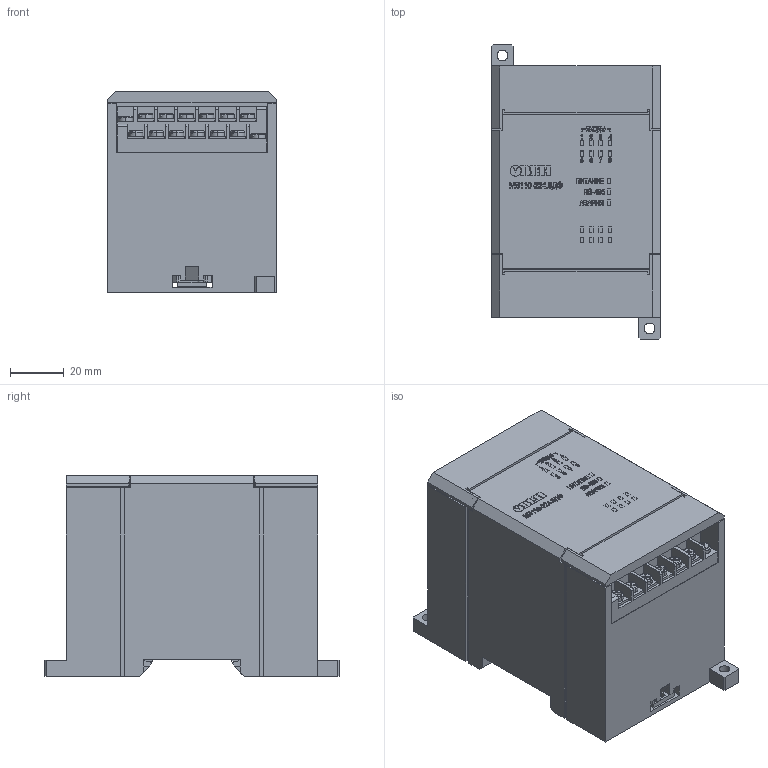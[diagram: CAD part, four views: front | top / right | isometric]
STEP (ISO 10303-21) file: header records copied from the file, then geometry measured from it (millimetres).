
FILE_DESCRIPTION (( 'STEP AP214' ), '1' );
FILE_NAME ('3D 斁麧錪 斨110-224.8齟.STEP', '2017-01-04T09:00:27', ( '' ), ( '' ), 'SwSTEP 2.0', 'SolidWorks 2014', '' );
FILE_SCHEMA (( 'AUTOMOTIVE_DESIGN' ));
Length unit declared in the file: millimetre
Products named in the file (5): Êðûøêà Ìõ110 (Ì01); Ðîçåòêà ÌÕ-12 (Ì01); Çàùåëêà Din (M01); Êîðïóñ ÌÂ110-224.8ÄÔ(Ì01); 3D 斁麧錪 斨110-224.8齟
Assembly tree (7 placements, depth 2):
  3D 斁麧錪 斨110-224.8齟
    Êîðïóñ ÌÂ110-224.8ÄÔ(Ì01)
    Çàùåëêà Din (M01)  x2
    Ðîçåòêà ÌÕ-12 (Ì01)  x2
    Êðûøêà Ìõ110 (Ì01)  x2
Bounding box: 63 x 110 x 75.1 mm (x, y, z)
Volume: 404793.3 mm3; surface area: 63536.1 mm2
Topology: 35 solids, 35 shells, 1990 faces, 5302 edges, 3516 vertices
Faces by surface type: plane 1464, bspline 220, cylinder 162, torus 92, cone 52
Entity records: 71081 total; most frequent: CARTESIAN_POINT 22417, ORIENTED_EDGE 7976, DIRECTION 6318, EDGE_CURVE 3988, LINE 3024, VECTOR 3024, VERTEX_POINT 2646, AXIS2_PLACEMENT_3D 1647
